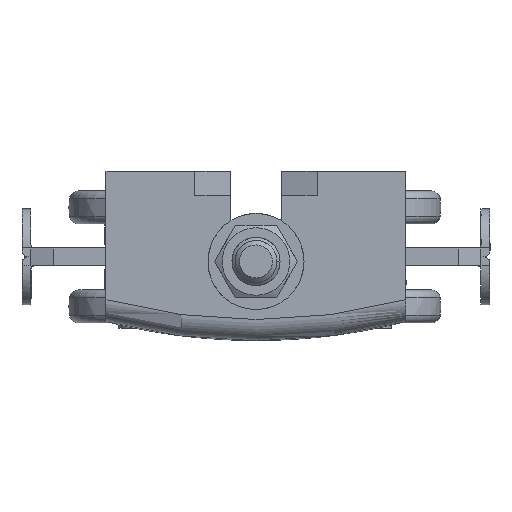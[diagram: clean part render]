
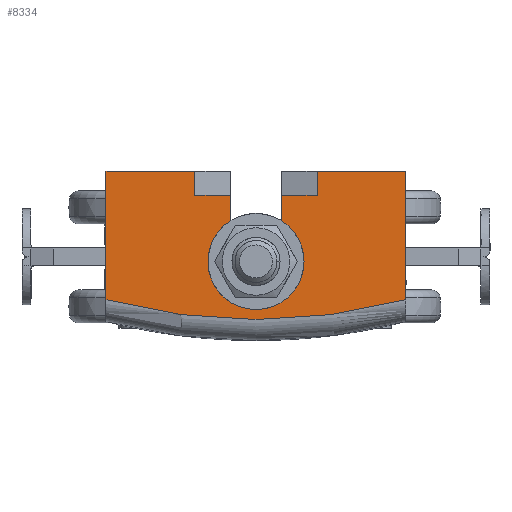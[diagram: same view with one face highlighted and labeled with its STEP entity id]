
A CAD part, left-side view. The second image highlights one B-rep face of the part: STEP entity #8334.
In plain terms, the highlighted planar face has unit normal (-1, 0, 0).
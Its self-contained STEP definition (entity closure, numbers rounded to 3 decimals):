
#7687=CARTESIAN_POINT('',(54.412,154.208,12.055));
#7688=VERTEX_POINT('',#7687);
#7695=CARTESIAN_POINT('',(54.412,137.208,12.055));
#7696=VERTEX_POINT('',#7695);
#7733=CARTESIAN_POINT('',(54.412,145.708,-1.5));
#7734=DIRECTION('',(1.0,0.0,0.0));
#7735=DIRECTION('',(0.0,-1.0,0.0));
#7736=AXIS2_PLACEMENT_3D('',#7733,#7734,#7735);
#7737=CIRCLE('',#7736,16.0);
#7738=EDGE_CURVE('',#7696,#7688,#7737,.T.);
#8079=CARTESIAN_POINT('',(54.412,125.304,20.5));
#8080=VERTEX_POINT('',#8079);
#8087=CARTESIAN_POINT('',(54.412,125.304,28.5));
#8088=VERTEX_POINT('',#8087);
#8089=CARTESIAN_POINT('',(54.412,125.304,28.5));
#8090=DIRECTION('',(0.0,0.0,-1.0));
#8091=VECTOR('',#8090,8.0);
#8092=LINE('',#8089,#8091);
#8093=EDGE_CURVE('',#8088,#8080,#8092,.T.);
#8139=CARTESIAN_POINT('',(54.412,137.208,20.5));
#8140=VERTEX_POINT('',#8139);
#8147=CARTESIAN_POINT('',(54.412,125.304,20.5));
#8148=DIRECTION('',(0.0,1.0,0.0));
#8149=VECTOR('',#8148,11.904);
#8150=LINE('',#8147,#8149);
#8151=EDGE_CURVE('',#8080,#8140,#8150,.T.);
#8161=CARTESIAN_POINT('',(54.412,166.112,20.5));
#8162=VERTEX_POINT('',#8161);
#8179=CARTESIAN_POINT('',(54.412,166.112,28.5));
#8180=VERTEX_POINT('',#8179);
#8187=CARTESIAN_POINT('',(54.412,166.112,20.5));
#8188=DIRECTION('',(0.0,0.0,1.0));
#8189=VECTOR('',#8188,8.);
#8190=LINE('',#8187,#8189);
#8191=EDGE_CURVE('',#8162,#8180,#8190,.T.);
#8202=CARTESIAN_POINT('',(54.412,154.208,20.5));
#8203=VERTEX_POINT('',#8202);
#8204=CARTESIAN_POINT('',(54.412,154.208,20.5));
#8205=DIRECTION('',(0.0,1.0,0.0));
#8206=VECTOR('',#8205,11.904);
#8207=LINE('',#8204,#8206);
#8208=EDGE_CURVE('',#8203,#8162,#8207,.T.);
#8254=CARTESIAN_POINT('',(54.412,95.708,28.5));
#8255=VERTEX_POINT('',#8254);
#8256=CARTESIAN_POINT('',(54.412,95.708,28.5));
#8257=DIRECTION('',(0.0,1.0,0.0));
#8258=VECTOR('',#8257,29.596);
#8259=LINE('',#8256,#8258);
#8260=EDGE_CURVE('',#8255,#8088,#8259,.T.);
#8278=CARTESIAN_POINT('',(54.412,95.708,-21.5));
#8279=DIRECTION('',(-1.0,0.0,0.0));
#8280=DIRECTION('',(0.0,0.0,-1.0));
#8281=AXIS2_PLACEMENT_3D('',#8278,#8279,#8280);
#8282=PLANE('',#8281);
#8283=ORIENTED_EDGE('',*,*,#7738,.T.);
#8284=CARTESIAN_POINT('',(54.412,154.208,12.055));
#8285=DIRECTION('',(0.0,0.0,1.0));
#8286=VECTOR('',#8285,8.445);
#8287=LINE('',#8284,#8286);
#8288=EDGE_CURVE('',#7688,#8203,#8287,.T.);
#8289=ORIENTED_EDGE('',*,*,#8288,.T.);
#8290=ORIENTED_EDGE('',*,*,#8208,.T.);
#8291=ORIENTED_EDGE('',*,*,#8191,.T.);
#8292=CARTESIAN_POINT('',(54.412,195.708,28.5));
#8293=VERTEX_POINT('',#8292);
#8294=CARTESIAN_POINT('',(54.412,166.112,28.5));
#8295=DIRECTION('',(0.0,1.0,0.0));
#8296=VECTOR('',#8295,29.596);
#8297=LINE('',#8294,#8296);
#8298=EDGE_CURVE('',#8180,#8293,#8297,.T.);
#8299=ORIENTED_EDGE('',*,*,#8298,.T.);
#8300=CARTESIAN_POINT('',(54.412,195.708,-14.262));
#8301=VERTEX_POINT('',#8300);
#8302=CARTESIAN_POINT('',(54.412,195.708,-14.262));
#8303=DIRECTION('',(0.0,0.0,1.0));
#8304=VECTOR('',#8303,42.762);
#8305=LINE('',#8302,#8304);
#8306=EDGE_CURVE('',#8301,#8293,#8305,.T.);
#8307=ORIENTED_EDGE('',*,*,#8306,.F.);
#8308=CARTESIAN_POINT('',(54.412,95.708,-14.262));
#8309=VERTEX_POINT('',#8308);
#8310=CARTESIAN_POINT('',(54.412,145.708,172.149));
#8311=DIRECTION('',(1.0,0.0,0.0));
#8312=DIRECTION('',(0.0,0.0,-1.0));
#8313=AXIS2_PLACEMENT_3D('',#8310,#8311,#8312);
#8314=CIRCLE('',#8313,193.);
#8315=EDGE_CURVE('',#8309,#8301,#8314,.T.);
#8316=ORIENTED_EDGE('',*,*,#8315,.F.);
#8317=CARTESIAN_POINT('',(54.412,95.708,-14.262));
#8318=DIRECTION('',(0.0,0.0,1.0));
#8319=VECTOR('',#8318,42.762);
#8320=LINE('',#8317,#8319);
#8321=EDGE_CURVE('',#8309,#8255,#8320,.T.);
#8322=ORIENTED_EDGE('',*,*,#8321,.T.);
#8323=ORIENTED_EDGE('',*,*,#8260,.T.);
#8324=ORIENTED_EDGE('',*,*,#8093,.T.);
#8325=ORIENTED_EDGE('',*,*,#8151,.T.);
#8326=CARTESIAN_POINT('',(54.412,137.208,20.5));
#8327=DIRECTION('',(0.0,0.0,-1.0));
#8328=VECTOR('',#8327,8.445);
#8329=LINE('',#8326,#8328);
#8330=EDGE_CURVE('',#8140,#7696,#8329,.T.);
#8331=ORIENTED_EDGE('',*,*,#8330,.T.);
#8332=EDGE_LOOP('',(#8283,#8289,#8290,#8291,#8299,#8307,#8316,#8322,#8323,#8324,#8325,#8331));
#8333=FACE_OUTER_BOUND('',#8332,.T.);
#8334=ADVANCED_FACE('',(#8333),#8282,.T.);
